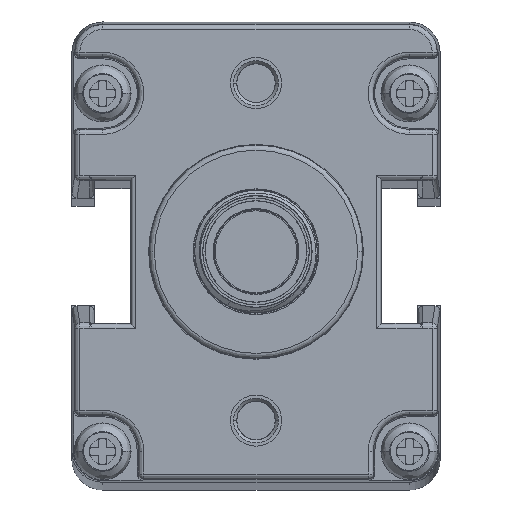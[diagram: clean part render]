
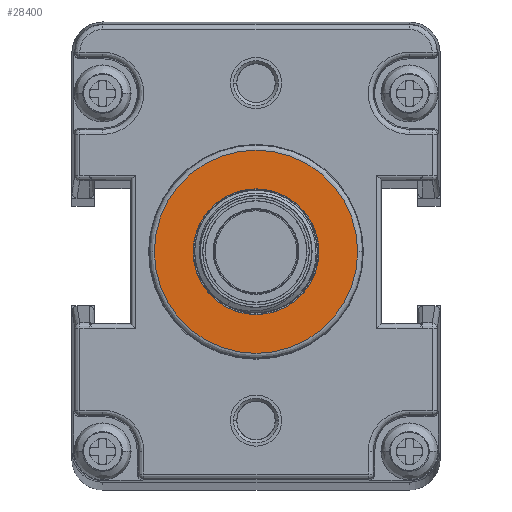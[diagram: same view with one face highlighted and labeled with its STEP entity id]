
A CAD part, top view. The second image highlights one B-rep face of the part: STEP entity #28400.
In plain terms, the highlighted planar face has unit normal (0, 0, 1).
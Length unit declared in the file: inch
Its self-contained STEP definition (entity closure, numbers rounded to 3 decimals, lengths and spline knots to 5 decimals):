
#24940=CARTESIAN_POINT('',(0.,22.5,4.));
#24941=DIRECTION('',(0.,0.,1.));
#24942=DIRECTION('',(1.,0.,0.));
#24943=AXIS2_PLACEMENT_3D('',#24940,#24941,#24942);
#24945=CARTESIAN_POINT('',(0.,22.5,4.));
#24946=DIRECTION('',(0.,0.,1.));
#24947=DIRECTION('',(-1.,0.,0.));
#24948=AXIS2_PLACEMENT_3D('',#24945,#24946,#24947);
#24950=CARTESIAN_POINT('',(0.,22.5,4.));
#24951=DIRECTION('',(0.,0.,1.));
#24952=DIRECTION('',(1.,0.,0.));
#24953=AXIS2_PLACEMENT_3D('',#24950,#24951,#24952);
#24955=CARTESIAN_POINT('',(0.,22.5,4.));
#24956=DIRECTION('',(0.,0.,1.));
#24957=DIRECTION('',(-1.,0.,0.));
#24958=AXIS2_PLACEMENT_3D('',#24955,#24956,#24957);
#28050=CARTESIAN_POINT('',(6.15,22.5,4.));
#28051=CARTESIAN_POINT('',(-6.15,22.5,4.));
#28052=VERTEX_POINT('',#28050);
#28053=VERTEX_POINT('',#28051);
#28154=CARTESIAN_POINT('',(9.93883,22.5,4.));
#28155=CARTESIAN_POINT('',(-9.93883,22.5,4.));
#28156=VERTEX_POINT('',#28154);
#28157=VERTEX_POINT('',#28155);
#28384=CARTESIAN_POINT('',(0.,0.,4.));
#28385=DIRECTION('',(0.,0.,1.));
#28386=DIRECTION('',(1.,0.,0.));
#28387=AXIS2_PLACEMENT_3D('',#28384,#28385,#28386);
#28388=PLANE('',#28387);
#28389=ORIENTED_EDGE('',*,*,#28374,.F.);
#28391=ORIENTED_EDGE('',*,*,#28390,.F.);
#28392=EDGE_LOOP('',(#28389,#28391));
#28393=FACE_OUTER_BOUND('',#28392,.F.);
#28395=ORIENTED_EDGE('',*,*,#28394,.T.);
#28397=ORIENTED_EDGE('',*,*,#28396,.T.);
#28398=EDGE_LOOP('',(#28395,#28397));
#28399=FACE_BOUND('',#28398,.F.);
#28400=ADVANCED_FACE('',(#28393,#28399),#28388,.T.);
#24944=CIRCLE('',#24943,6.15);
#24949=CIRCLE('',#24948,6.15);
#24954=CIRCLE('',#24953,9.93883);
#24959=CIRCLE('',#24958,9.93883);
#28374=EDGE_CURVE('',#28156,#28157,#24954,.T.);
#28390=EDGE_CURVE('',#28157,#28156,#24959,.T.);
#28394=EDGE_CURVE('',#28052,#28053,#24944,.T.);
#28396=EDGE_CURVE('',#28053,#28052,#24949,.T.);
